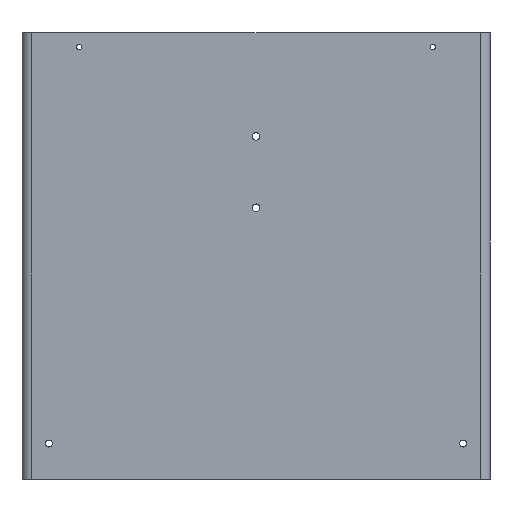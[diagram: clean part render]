
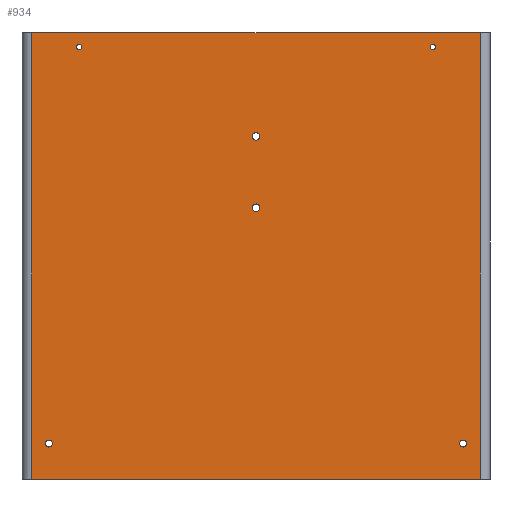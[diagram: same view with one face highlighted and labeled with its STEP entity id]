
A CAD part, top view. The second image highlights one B-rep face of the part: STEP entity #934.
In plain terms, the highlighted planar face has unit normal (0, 0, 1).
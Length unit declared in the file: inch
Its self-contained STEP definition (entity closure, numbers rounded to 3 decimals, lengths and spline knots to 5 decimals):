
#57 = VERTEX_POINT ( 'NONE', #642 ) ;
#72 = AXIS2_PLACEMENT_3D ( 'NONE', #944, #1211, #1498 ) ;
#77 = VERTEX_POINT ( 'NONE', #1488 ) ;
#86 = LINE ( 'NONE', #968, #786 ) ;
#126 = CARTESIAN_POINT ( 'NONE',  ( 7.37303, -6.5625, 0. ) ) ;
#131 = AXIS2_PLACEMENT_3D ( 'NONE', #1248, #694, #1537 ) ;
#150 = EDGE_CURVE ( 'NONE', #249, #1668, #1484, .T. ) ;
#165 = AXIS2_PLACEMENT_3D ( 'NONE', #734, #834, #1656 ) ;
#170 = CARTESIAN_POINT ( 'NONE',  ( 7.25, -6.5625, 0. ) ) ;
#172 = FACE_BOUND ( 'NONE', #447, .T. ) ;
#179 = VERTEX_POINT ( 'NONE', #1606 ) ;
#183 = DIRECTION ( 'NONE',  ( 1., 0., 0. ) ) ;
#192 = DIRECTION ( 'NONE',  ( 1., 0., 0. ) ) ;
#213 = FACE_BOUND ( 'NONE', #1589, .T. ) ;
#231 = CARTESIAN_POINT ( 'NONE',  ( 6.09375, 7.3125, 0. ) ) ;
#249 = VERTEX_POINT ( 'NONE', #1753 ) ;
#260 = ORIENTED_EDGE ( 'NONE', *, *, #1147, .T. ) ;
#274 = DIRECTION ( 'NONE',  ( 1., 0., 0. ) ) ;
#286 = DIRECTION ( 'NONE',  ( -1., 0., 0. ) ) ;
#324 = DIRECTION ( 'NONE',  ( 1., 0., 0. ) ) ;
#363 = CIRCLE ( 'NONE', #554, 0.12303 ) ;
#369 = EDGE_CURVE ( 'NONE', #1668, #1652, #86, .T. ) ;
#430 = EDGE_CURVE ( 'NONE', #567, #1017, #1012, .T. ) ;
#431 = CIRCLE ( 'NONE', #131, 0.09375 ) ;
#447 = EDGE_LOOP ( 'NONE', ( #1127, #1494 ) ) ;
#471 = CARTESIAN_POINT ( 'NONE',  ( -7.85128, 7.8125, 0. ) ) ;
#496 = CIRCLE ( 'NONE', #165, 0.12303 ) ;
#514 = LINE ( 'NONE', #471, #1582 ) ;
#538 = FACE_BOUND ( 'NONE', #1547, .T. ) ;
#547 = ORIENTED_EDGE ( 'NONE', *, *, #1439, .F. ) ;
#554 = AXIS2_PLACEMENT_3D ( 'NONE', #595, #1269, #1538 ) ;
#567 = VERTEX_POINT ( 'NONE', #126 ) ;
#575 = EDGE_CURVE ( 'NONE', #1317, #641, #649, .T. ) ;
#576 = DIRECTION ( 'NONE',  ( 0., 0., 1. ) ) ;
#595 = CARTESIAN_POINT ( 'NONE',  ( 7.25, -6.5625, 0. ) ) ;
#602 = CARTESIAN_POINT ( 'NONE',  ( -7.12697, -6.5625, 0. ) ) ;
#635 = CARTESIAN_POINT ( 'NONE',  ( -6.1875, 7.3125, 0. ) ) ;
#636 = EDGE_LOOP ( 'NONE', ( #1095, #651 ) ) ;
#641 = VERTEX_POINT ( 'NONE', #1022 ) ;
#642 = CARTESIAN_POINT ( 'NONE',  ( -0.132, 4.1875, 0. ) ) ;
#648 = VECTOR ( 'NONE', #1593, 39.37008 ) ;
#649 = CIRCLE ( 'NONE', #800, 0.132 ) ;
#651 = ORIENTED_EDGE ( 'NONE', *, *, #823, .F. ) ;
#680 = ORIENTED_EDGE ( 'NONE', *, *, #975, .F. ) ;
#694 = DIRECTION ( 'NONE',  ( 0., 0., 1. ) ) ;
#706 = ORIENTED_EDGE ( 'NONE', *, *, #575, .F. ) ;
#734 = CARTESIAN_POINT ( 'NONE',  ( -7.25, -6.5625, 0. ) ) ;
#750 = DIRECTION ( 'NONE',  ( 1., 0., 0. ) ) ;
#761 = AXIS2_PLACEMENT_3D ( 'NONE', #1741, #909, #1517 ) ;
#777 = VERTEX_POINT ( 'NONE', #602 ) ;
#781 = EDGE_CURVE ( 'NONE', #77, #179, #1465, .T. ) ;
#786 = VECTOR ( 'NONE', #286, 39.37008 ) ;
#800 = AXIS2_PLACEMENT_3D ( 'NONE', #1427, #1535, #827 ) ;
#803 = CARTESIAN_POINT ( 'NONE',  ( 8.1875, -7.8125, 0. ) ) ;
#821 = VERTEX_POINT ( 'NONE', #1585 ) ;
#823 = EDGE_CURVE ( 'NONE', #1366, #1453, #1764, .T. ) ;
#827 = DIRECTION ( 'NONE',  ( 1., 0., 0. ) ) ;
#834 = DIRECTION ( 'NONE',  ( 0., 0., 1. ) ) ;
#851 = CARTESIAN_POINT ( 'NONE',  ( 6.28125, 7.3125, 0. ) ) ;
#883 = CARTESIAN_POINT ( 'NONE',  ( -7.85128, 7.8125, 0. ) ) ;
#909 = DIRECTION ( 'NONE',  ( 0., 0., 1. ) ) ;
#911 = EDGE_LOOP ( 'NONE', ( #932, #1324, #1204, #260 ) ) ;
#919 = VECTOR ( 'NONE', #1086, 39.37008 ) ;
#921 = FACE_BOUND ( 'NONE', #1035, .T. ) ;
#932 = ORIENTED_EDGE ( 'NONE', *, *, #1472, .T. ) ;
#934 = ADVANCED_FACE ( 'NONE', ( #1286, #1686, #213, #921, #538, #172, #1603 ), #1616, .T. ) ;
#939 = AXIS2_PLACEMENT_3D ( 'NONE', #1145, #1651, #750 ) ;
#944 = CARTESIAN_POINT ( 'NONE',  ( 0., 0., 0. ) ) ;
#954 = EDGE_LOOP ( 'NONE', ( #1450, #1490 ) ) ;
#968 = CARTESIAN_POINT ( 'NONE',  ( 8.1875, 7.8125, 0. ) ) ;
#975 = EDGE_CURVE ( 'NONE', #1011, #777, #496, .T. ) ;
#980 = AXIS2_PLACEMENT_3D ( 'NONE', #1749, #1564, #183 ) ;
#988 = CIRCLE ( 'NONE', #1497, 0.09375 ) ;
#1011 = VERTEX_POINT ( 'NONE', #1122 ) ;
#1012 = CIRCLE ( 'NONE', #1566, 0.12303 ) ;
#1017 = VERTEX_POINT ( 'NONE', #1266 ) ;
#1022 = CARTESIAN_POINT ( 'NONE',  ( -0.132, 1.6875, 0. ) ) ;
#1032 = DIRECTION ( 'NONE',  ( 0., -1., 0. ) ) ;
#1035 = EDGE_LOOP ( 'NONE', ( #1385, #1534 ) ) ;
#1046 = CIRCLE ( 'NONE', #980, 0.132 ) ;
#1086 = DIRECTION ( 'NONE',  ( 1., 0., 0. ) ) ;
#1095 = ORIENTED_EDGE ( 'NONE', *, *, #1294, .F. ) ;
#1119 = DIRECTION ( 'NONE',  ( 0., 0., 1. ) ) ;
#1122 = CARTESIAN_POINT ( 'NONE',  ( -7.37303, -6.5625, 0. ) ) ;
#1127 = ORIENTED_EDGE ( 'NONE', *, *, #430, .F. ) ;
#1129 = AXIS2_PLACEMENT_3D ( 'NONE', #1212, #576, #1693 ) ;
#1145 = CARTESIAN_POINT ( 'NONE',  ( 0., 4.1875, 0. ) ) ;
#1147 = EDGE_CURVE ( 'NONE', #1652, #821, #514, .T. ) ;
#1176 = CIRCLE ( 'NONE', #1382, 0.12303 ) ;
#1195 = EDGE_CURVE ( 'NONE', #777, #1011, #1176, .T. ) ;
#1204 = ORIENTED_EDGE ( 'NONE', *, *, #369, .T. ) ;
#1211 = DIRECTION ( 'NONE',  ( 0., 0., 1. ) ) ;
#1212 = CARTESIAN_POINT ( 'NONE',  ( 0., 4.1875, 0. ) ) ;
#1222 = AXIS2_PLACEMENT_3D ( 'NONE', #1540, #1617, #192 ) ;
#1226 = CARTESIAN_POINT ( 'NONE',  ( 0.132, 1.6875, 0. ) ) ;
#1248 = CARTESIAN_POINT ( 'NONE',  ( 6.1875, 7.3125, 0. ) ) ;
#1266 = CARTESIAN_POINT ( 'NONE',  ( 7.12697, -6.5625, 0. ) ) ;
#1269 = DIRECTION ( 'NONE',  ( 0., 0., 1. ) ) ;
#1283 = LINE ( 'NONE', #803, #919 ) ;
#1286 = FACE_BOUND ( 'NONE', #954, .T. ) ;
#1287 = CARTESIAN_POINT ( 'NONE',  ( -7.25, -6.5625, 0. ) ) ;
#1294 = EDGE_CURVE ( 'NONE', #1453, #1366, #431, .T. ) ;
#1306 = CIRCLE ( 'NONE', #1129, 0.132 ) ;
#1317 = VERTEX_POINT ( 'NONE', #1226 ) ;
#1324 = ORIENTED_EDGE ( 'NONE', *, *, #150, .T. ) ;
#1346 = CARTESIAN_POINT ( 'NONE',  ( 7.85128, -7.8125, 0. ) ) ;
#1350 = CIRCLE ( 'NONE', #939, 0.132 ) ;
#1366 = VERTEX_POINT ( 'NONE', #231 ) ;
#1382 = AXIS2_PLACEMENT_3D ( 'NONE', #1287, #1700, #324 ) ;
#1385 = ORIENTED_EDGE ( 'NONE', *, *, #1689, .F. ) ;
#1386 = DIRECTION ( 'NONE',  ( 1., 0., 0. ) ) ;
#1423 = DIRECTION ( 'NONE',  ( 0., 0., 1. ) ) ;
#1427 = CARTESIAN_POINT ( 'NONE',  ( 0., 1.6875, 0. ) ) ;
#1433 = ORIENTED_EDGE ( 'NONE', *, *, #1195, .F. ) ;
#1439 = EDGE_CURVE ( 'NONE', #641, #1317, #1046, .T. ) ;
#1450 = ORIENTED_EDGE ( 'NONE', *, *, #1760, .F. ) ;
#1453 = VERTEX_POINT ( 'NONE', #851 ) ;
#1465 = CIRCLE ( 'NONE', #761, 0.09375 ) ;
#1472 = EDGE_CURVE ( 'NONE', #821, #249, #1283, .T. ) ;
#1477 = CARTESIAN_POINT ( 'NONE',  ( 7.85128, 7.8125, 0. ) ) ;
#1484 = LINE ( 'NONE', #1346, #648 ) ;
#1488 = CARTESIAN_POINT ( 'NONE',  ( -6.28125, 7.3125, 0. ) ) ;
#1490 = ORIENTED_EDGE ( 'NONE', *, *, #781, .F. ) ;
#1494 = ORIENTED_EDGE ( 'NONE', *, *, #1640, .F. ) ;
#1497 = AXIS2_PLACEMENT_3D ( 'NONE', #635, #1423, #1386 ) ;
#1498 = DIRECTION ( 'NONE',  ( 1., 0., 0. ) ) ;
#1517 = DIRECTION ( 'NONE',  ( 1., 0., 0. ) ) ;
#1530 = CARTESIAN_POINT ( 'NONE',  ( 0.132, 4.1875, 0. ) ) ;
#1534 = ORIENTED_EDGE ( 'NONE', *, *, #1733, .F. ) ;
#1535 = DIRECTION ( 'NONE',  ( 0., 0., 1. ) ) ;
#1537 = DIRECTION ( 'NONE',  ( 1., 0., 0. ) ) ;
#1538 = DIRECTION ( 'NONE',  ( 1., 0., 0. ) ) ;
#1540 = CARTESIAN_POINT ( 'NONE',  ( 6.1875, 7.3125, 0. ) ) ;
#1547 = EDGE_LOOP ( 'NONE', ( #1433, #680 ) ) ;
#1564 = DIRECTION ( 'NONE',  ( 0., 0., 1. ) ) ;
#1566 = AXIS2_PLACEMENT_3D ( 'NONE', #170, #1119, #274 ) ;
#1568 = VERTEX_POINT ( 'NONE', #1530 ) ;
#1582 = VECTOR ( 'NONE', #1032, 39.37008 ) ;
#1585 = CARTESIAN_POINT ( 'NONE',  ( -7.85128, -7.8125, 0. ) ) ;
#1589 = EDGE_LOOP ( 'NONE', ( #706, #547 ) ) ;
#1593 = DIRECTION ( 'NONE',  ( 0., 1., 0. ) ) ;
#1603 = FACE_OUTER_BOUND ( 'NONE', #911, .T. ) ;
#1606 = CARTESIAN_POINT ( 'NONE',  ( -6.09375, 7.3125, 0. ) ) ;
#1616 = PLANE ( 'NONE',  #72 ) ;
#1617 = DIRECTION ( 'NONE',  ( 0., 0., 1. ) ) ;
#1640 = EDGE_CURVE ( 'NONE', #1017, #567, #363, .T. ) ;
#1651 = DIRECTION ( 'NONE',  ( 0., 0., 1. ) ) ;
#1652 = VERTEX_POINT ( 'NONE', #883 ) ;
#1656 = DIRECTION ( 'NONE',  ( 1., 0., 0. ) ) ;
#1668 = VERTEX_POINT ( 'NONE', #1477 ) ;
#1686 = FACE_BOUND ( 'NONE', #636, .T. ) ;
#1689 = EDGE_CURVE ( 'NONE', #1568, #57, #1350, .T. ) ;
#1693 = DIRECTION ( 'NONE',  ( 1., 0., 0. ) ) ;
#1700 = DIRECTION ( 'NONE',  ( 0., 0., 1. ) ) ;
#1733 = EDGE_CURVE ( 'NONE', #57, #1568, #1306, .T. ) ;
#1741 = CARTESIAN_POINT ( 'NONE',  ( -6.1875, 7.3125, 0. ) ) ;
#1749 = CARTESIAN_POINT ( 'NONE',  ( 0., 1.6875, 0. ) ) ;
#1753 = CARTESIAN_POINT ( 'NONE',  ( 7.85128, -7.8125, 0. ) ) ;
#1760 = EDGE_CURVE ( 'NONE', #179, #77, #988, .T. ) ;
#1764 = CIRCLE ( 'NONE', #1222, 0.09375 ) ;
